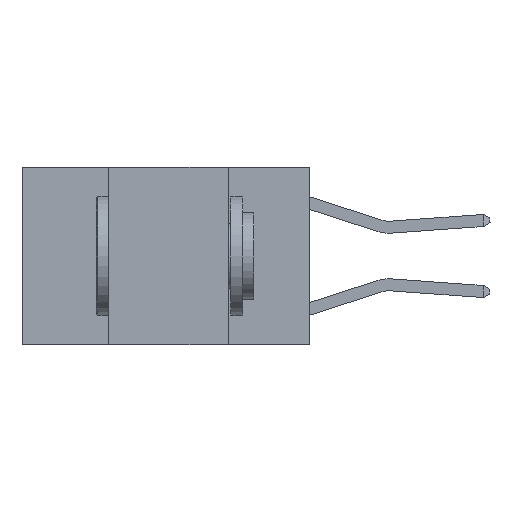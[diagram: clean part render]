
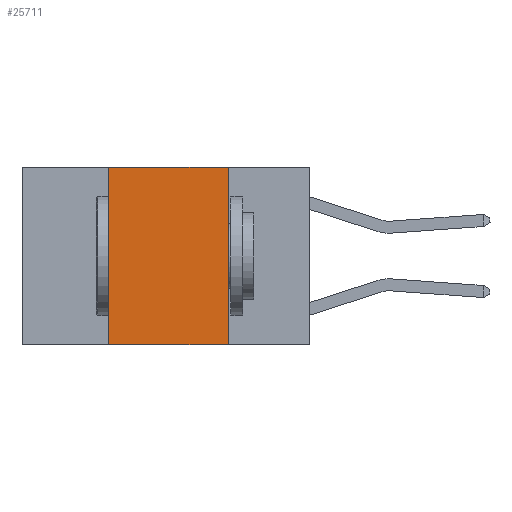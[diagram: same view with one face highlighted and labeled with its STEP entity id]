
A CAD part, left-side view. The second image highlights one B-rep face of the part: STEP entity #25711.
In plain terms, the highlighted planar face has unit normal (-1, 0, 0).
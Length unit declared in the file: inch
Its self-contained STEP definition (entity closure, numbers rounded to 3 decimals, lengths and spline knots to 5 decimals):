
#108 = PLANE ( 'NONE',  #27110 ) ;
#128 = VERTEX_POINT ( 'NONE', #340 ) ;
#340 = CARTESIAN_POINT ( 'NONE',  ( 0., 0.42, -0.37 ) ) ;
#676 = ORIENTED_EDGE ( 'NONE', *, *, #12877, .T. ) ;
#1243 = ORIENTED_EDGE ( 'NONE', *, *, #17987, .F. ) ;
#2481 = FACE_OUTER_BOUND ( 'NONE', #26857, .T. ) ;
#2693 = VECTOR ( 'NONE', #26788, 39.37008 ) ;
#3416 = LINE ( 'NONE', #13079, #17306 ) ;
#7401 = LINE ( 'NONE', #29474, #2693 ) ;
#7841 = CARTESIAN_POINT ( 'NONE',  ( 0., 0.6, 0. ) ) ;
#9840 = EDGE_CURVE ( 'NONE', #12317, #13814, #29768, .T. ) ;
#10221 = DIRECTION ( 'NONE',  ( 0., -1., 0. ) ) ;
#10349 = EDGE_CURVE ( 'NONE', #128, #12317, #3416, .T. ) ;
#11017 = ORIENTED_EDGE ( 'NONE', *, *, #9840, .F. ) ;
#12317 = VERTEX_POINT ( 'NONE', #16386 ) ;
#12877 = EDGE_CURVE ( 'NONE', #128, #19792, #7401, .T. ) ;
#13079 = CARTESIAN_POINT ( 'NONE',  ( 0., 0.42, 0. ) ) ;
#13180 = CARTESIAN_POINT ( 'NONE',  ( 0., 0.17, 0. ) ) ;
#13814 = VERTEX_POINT ( 'NONE', #27507 ) ;
#14940 = DIRECTION ( 'NONE',  ( 0., 0., -1. ) ) ;
#16114 = ORIENTED_EDGE ( 'NONE', *, *, #10349, .F. ) ;
#16386 = CARTESIAN_POINT ( 'NONE',  ( 0., 0.42, 0. ) ) ;
#16706 = CARTESIAN_POINT ( 'NONE',  ( 0., 0.17, -0.37 ) ) ;
#16778 = DIRECTION ( 'NONE',  ( 0., 0., -1. ) ) ;
#16799 = VECTOR ( 'NONE', #14940, 39.37008 ) ;
#16923 = VECTOR ( 'NONE', #10221, 39.37008 ) ;
#17306 = VECTOR ( 'NONE', #29278, 39.37008 ) ;
#17661 = LINE ( 'NONE', #13180, #16799 ) ;
#17987 = EDGE_CURVE ( 'NONE', #13814, #19792, #17661, .T. ) ;
#19792 = VERTEX_POINT ( 'NONE', #16706 ) ;
#21550 = CARTESIAN_POINT ( 'NONE',  ( 0., 0.6, 0. ) ) ;
#25711 = ADVANCED_FACE ( 'NONE', ( #2481 ), #108, .F. ) ;
#26788 = DIRECTION ( 'NONE',  ( 0., -1., 0. ) ) ;
#26857 = EDGE_LOOP ( 'NONE', ( #1243, #11017, #16114, #676 ) ) ;
#27110 = AXIS2_PLACEMENT_3D ( 'NONE', #21550, #28993, #16778 ) ;
#27507 = CARTESIAN_POINT ( 'NONE',  ( 0., 0.17, 0. ) ) ;
#28993 = DIRECTION ( 'NONE',  ( 1., 0., 0. ) ) ;
#29278 = DIRECTION ( 'NONE',  ( 0., 0., 1. ) ) ;
#29474 = CARTESIAN_POINT ( 'NONE',  ( 0., 0.6, -0.37 ) ) ;
#29768 = LINE ( 'NONE', #7841, #16923 ) ;
